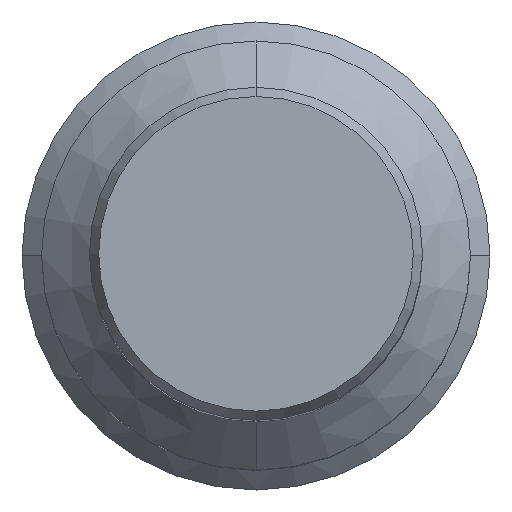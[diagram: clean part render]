
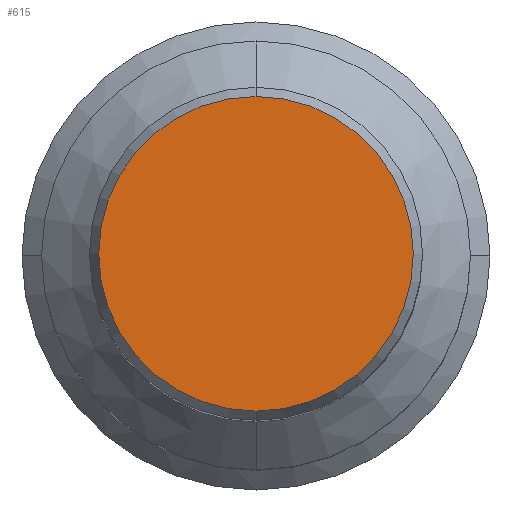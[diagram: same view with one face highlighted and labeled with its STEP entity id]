
A CAD part, top view. The second image highlights one B-rep face of the part: STEP entity #615.
In plain terms, the highlighted planar face has unit normal (0, 0, 1).
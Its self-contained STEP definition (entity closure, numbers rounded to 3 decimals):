
#257=EDGE_CURVE('',#461,#587,#678,.T.);
#461=VERTEX_POINT('',#910);
#475=EDGE_CURVE('',#587,#461,#925,.T.);
#587=VERTEX_POINT('',#1045);
#615=ADVANCED_FACE('',(#1077),#1078,.T.);
#678=CIRCLE('',#1142,11.807);
#910=CARTESIAN_POINT('',(0.0,11.807,0.0));
#925=CIRCLE('',#1566,11.807);
#1045=CARTESIAN_POINT('',(0.,-11.807,0.0));
#1077=FACE_OUTER_BOUND('',#1887,.T.);
#1078=PLANE('',#1888);
#1142=AXIS2_PLACEMENT_3D('',#1963,#1964,#1965);
#1566=AXIS2_PLACEMENT_3D('',#2269,#2270,#2271);
#1887=EDGE_LOOP('',(#2450,#2451));
#1888=AXIS2_PLACEMENT_3D('',#2452,#2453,#2454);
#1963=CARTESIAN_POINT('',(0.0,0.0,0.0));
#1964=DIRECTION('',(0.0,0.0,-1.0));
#1965=DIRECTION('',(0.0,1.0,0.0));
#2269=CARTESIAN_POINT('',(0.0,0.0,0.0));
#2270=DIRECTION('',(0.0,0.0,-1.0));
#2271=DIRECTION('',(0.0,1.0,0.0));
#2450=ORIENTED_EDGE('',*,*,#257,.F.);
#2451=ORIENTED_EDGE('',*,*,#475,.F.);
#2452=CARTESIAN_POINT('',(0.0,5.904,0.0));
#2453=DIRECTION('',(-0.0,0.0,1.0));
#2454=DIRECTION('',(0.0,-1.0,0.0));
